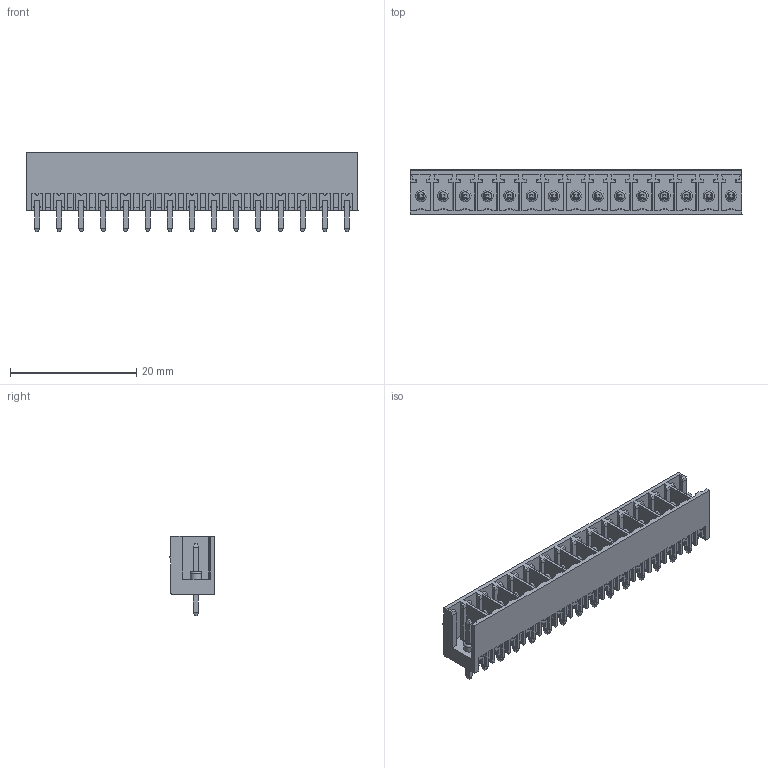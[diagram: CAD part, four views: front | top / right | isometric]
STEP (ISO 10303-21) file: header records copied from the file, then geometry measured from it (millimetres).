
FILE_DESCRIPTION(('STEP AP214'),'1');
FILE_NAME('PV15-3,5-V.stp','2018-11-29T10:13:43',(' '),(' '),'Spatial InterOp 3D',' ',' ');
FILE_SCHEMA(('AUTOMOTIVE_DESIGN { 1 0 10303 214 1 1 1 1 }'));
Length unit declared in the file: metre
Products named in the file (1): 1
Bounding box: 52.5 x 7.25 x 12.6 mm (x, y, z)
Volume: 1720.6 mm3; surface area: 4502 mm2
Topology: 1 solids, 1 shells, 1008 faces, 2619 edges, 1656 vertices
Faces by surface type: plane 932, cylinder 46, torus 15, cone 15
Full cylindrical faces by diameter (mm): 1.8 x15
Entity records: 37751 total; most frequent: CARTESIAN_POINT 5314, ORIENTED_EDGE 5148, DIRECTION 4684, EDGE_CURVE 2574, LINE 2422, VECTOR 2422, VERTEX_POINT 1641, AXIS2_PLACEMENT_3D 1131
